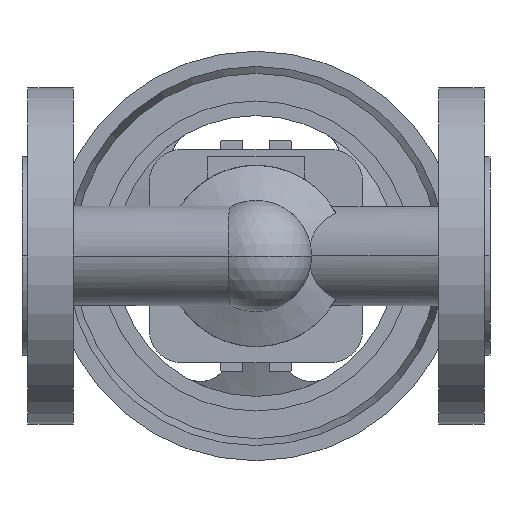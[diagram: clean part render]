
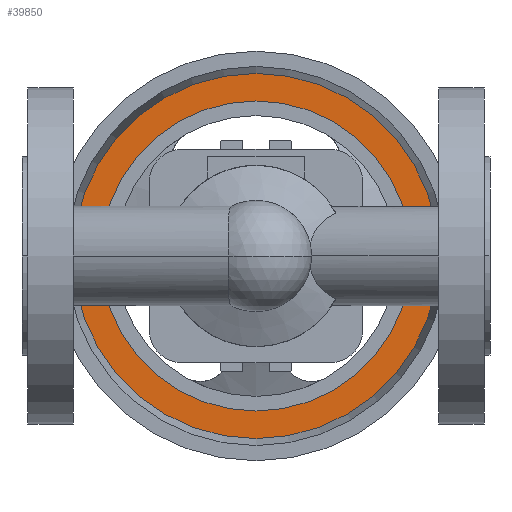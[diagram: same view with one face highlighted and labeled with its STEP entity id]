
A CAD part, front view. The second image highlights one B-rep face of the part: STEP entity #39850.
In plain terms, the highlighted planar face has unit normal (0, -1, 0).
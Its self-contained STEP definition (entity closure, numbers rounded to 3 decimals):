
#39370=CARTESIAN_POINT('',(17.588,209.53,0.));
#39380=VERTEX_POINT('',#39370);
#39410=CARTESIAN_POINT('',(80.,209.53,0.));
#39420=DIRECTION('',(0.,1.,0.));
#39430=DIRECTION('',(1.,0.,0.));
#39440=AXIS2_PLACEMENT_3D('',#39410,#39420,#39430);
#39450=CIRCLE('',#39440,62.412);
#39460=CARTESIAN_POINT('',(142.412,209.53,0.
));
#39470=VERTEX_POINT('',#39460);
#39480=EDGE_CURVE('',#39470,#39380,#39450,.T.);
#39600=CARTESIAN_POINT('',(137.706,209.53,0.
));
#39610=DIRECTION('',(0.,-1.,0.));
#39620=DIRECTION('',(-1.,0.,0.));
#39630=AXIS2_PLACEMENT_3D('',#39600,#39610,#39620);
#39640=PLANE('',#39630);
#39650=EDGE_CURVE('',#39380,#39470,#39450,.T.);
#39660=ORIENTED_EDGE('',*,*,#39650,.F.);
#39670=ORIENTED_EDGE('',*,*,#39480,.F.);
#39680=EDGE_LOOP('',(#39670,#39660));
#39690=FACE_OUTER_BOUND('',#39680,.T.);
#39700=CARTESIAN_POINT('',(80.,209.53,0.));
#39710=DIRECTION('',(0.,1.,0.));
#39720=DIRECTION('',(1.,0.,0.));
#39730=AXIS2_PLACEMENT_3D('',#39700,#39710,#39720);
#39740=CIRCLE('',#39730,53.);
#39750=CARTESIAN_POINT('',(133.,209.53,0.));
#39760=VERTEX_POINT('',#39750);
#39770=CARTESIAN_POINT('',(27.,209.53,0.));
#39780=VERTEX_POINT('',#39770);
#39790=EDGE_CURVE('',#39760,#39780,#39740,.T.);
#39800=ORIENTED_EDGE('',*,*,#39790,.T.);
#39810=EDGE_CURVE('',#39780,#39760,#39740,.T.);
#39820=ORIENTED_EDGE('',*,*,#39810,.T.);
#39830=EDGE_LOOP('',(#39820,#39800));
#39840=FACE_BOUND('',#39830,.T.);
#39850=ADVANCED_FACE('',(#39690,#39840),#39640,.T.);
